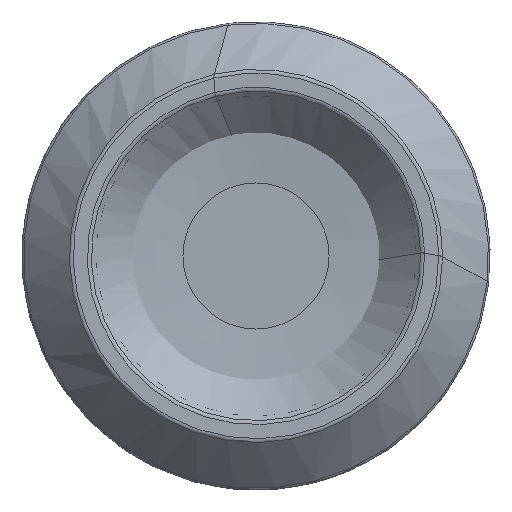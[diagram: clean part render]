
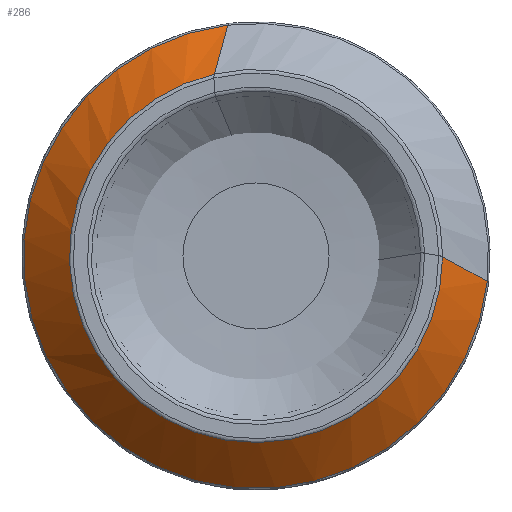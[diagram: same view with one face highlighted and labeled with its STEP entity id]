
A CAD part, left-side view. The second image highlights one B-rep face of the part: STEP entity #286.
In plain terms, the highlighted free-form (B-spline) face has degree [1, 3] with [2, 7] control points.
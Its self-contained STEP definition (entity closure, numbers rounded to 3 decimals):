
#286=ADVANCED_FACE('',(#370),#338,.F.);
#338=(
BOUNDED_SURFACE()
B_SPLINE_SURFACE(1,3,((#1447,#1448,#1449,#1450,#1451,#1452,#1453),(#1454,
#1455,#1456,#1457,#1458,#1459,#1460)),.UNSPECIFIED.,.F.,.F.,.F.)
B_SPLINE_SURFACE_WITH_KNOTS((2,2),(4,3,4),(0.,1.),(0.,0.5,1.),
 .UNSPECIFIED.)
GEOMETRIC_REPRESENTATION_ITEM()
RATIONAL_B_SPLINE_SURFACE(((1.,0.623,0.623,1.,0.623,
0.623,1.),(1.,0.623,0.623,1.,0.623,
0.623,1.)))
REPRESENTATION_ITEM('')
SURFACE()
);
#370=FACE_OUTER_BOUND('',#404,.T.);
#404=EDGE_LOOP('',(#564,#565,#566,#567));
#475=CIRCLE('',#869,25.208);
#476=CIRCLE('',#872,31.421);
#564=ORIENTED_EDGE('',*,*,#768,.F.);
#565=ORIENTED_EDGE('',*,*,#769,.F.);
#566=ORIENTED_EDGE('',*,*,#765,.T.);
#567=ORIENTED_EDGE('',*,*,#770,.T.);
#702=VERTEX_POINT('',#1410);
#703=VERTEX_POINT('',#1411);
#704=VERTEX_POINT('',#1443);
#705=VERTEX_POINT('',#1444);
#765=EDGE_CURVE('',#702,#703,#475,.T.);
#768=EDGE_CURVE('',#704,#705,#476,.T.);
#769=EDGE_CURVE('',#702,#704,#824,.T.);
#770=EDGE_CURVE('',#703,#705,#825,.T.);
#824=LINE('',#1445,#840);
#825=LINE('',#1446,#841);
#840=VECTOR('',#998,1.);
#841=VECTOR('',#999,1.);
#869=AXIS2_PLACEMENT_3D('',#1409,#990,#991);
#872=AXIS2_PLACEMENT_3D('',#1442,#996,#997);
#990=DIRECTION('',(1.,0.,0.));
#991=DIRECTION('',(0.,-1.,-0.005));
#996=DIRECTION('',(1.,0.,0.));
#997=DIRECTION('',(0.,-0.994,-0.108));
#998=DIRECTION('',(0.66,-0.66,-0.36));
#999=DIRECTION('',(0.66,-0.2,0.724));
#1409=CARTESIAN_POINT('',(0.216,0.,0.));
#1410=CARTESIAN_POINT('',(0.216,-25.207,-0.118));
#1411=CARTESIAN_POINT('',(0.216,5.636,24.57));
#1442=CARTESIAN_POINT('',(6.244,0.,0.));
#1443=CARTESIAN_POINT('',(6.244,-31.236,-3.409));
#1444=CARTESIAN_POINT('',(6.244,3.807,31.19));
#1445=CARTESIAN_POINT('',(0.216,-25.207,-0.118));
#1446=CARTESIAN_POINT('',(0.216,5.636,24.57));
#1447=CARTESIAN_POINT('',(0.216,-25.207,-0.118));
#1448=CARTESIAN_POINT('',(0.216,-25.094,-24.386));
#1449=CARTESIAN_POINT('',(0.216,-3.195,-34.845));
#1450=CARTESIAN_POINT('',(0.216,15.752,-19.68));
#1451=CARTESIAN_POINT('',(0.216,34.699,-4.514));
#1452=CARTESIAN_POINT('',(0.216,29.29,19.144));
#1453=CARTESIAN_POINT('',(0.216,5.636,24.57));
#1454=CARTESIAN_POINT('',(6.244,-31.236,-3.409));
#1455=CARTESIAN_POINT('',(6.244,-27.954,-33.481));
#1456=CARTESIAN_POINT('',(6.244,0.55,-43.613));
#1457=CARTESIAN_POINT('',(6.244,22.076,-22.359));
#1458=CARTESIAN_POINT('',(6.244,43.602,-1.106));
#1459=CARTESIAN_POINT('',(6.244,33.835,27.525));
#1460=CARTESIAN_POINT('',(6.244,3.807,31.19));
